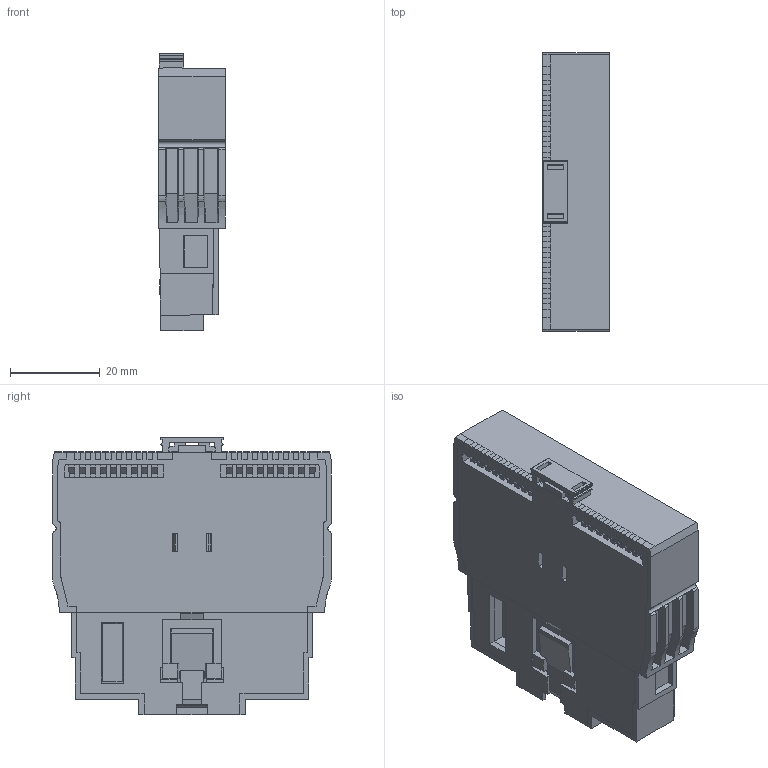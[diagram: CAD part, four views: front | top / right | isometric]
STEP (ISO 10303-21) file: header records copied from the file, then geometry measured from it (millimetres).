
FILE_DESCRIPTION(/* description */ ('Alibre Inc.'),/* implementation_level */ '2;1');
FILE_NAME(/* name */ 'export-934A7926-17C3-47B2-894F-56FEE999AF6F',/* time_stamp */ '2024-05-05T11:40:56+02:00',/* author */ (''),/* organization */ (''),/* preprocessor_version */ 'ST-DEVELOPER v17',/* originating_system */ 'Alibre',/* authorisation */ '');
FILE_SCHEMA (('AUTOMOTIVE_DESIGN'));
Length unit declared in the file: millimetre
Products named in the file (2): AXL_SE_SC-A-select
Bounding box: 14.9 x 62.2 x 62 mm (x, y, z)
Volume: 44883.7 mm3; surface area: 12062.4 mm2
Topology: 1 solids, 1 shells, 587 faces, 1727 edges, 1146 vertices
Faces by surface type: plane 562, cylinder 21, bspline 4
Entity records: 19304 total; most frequent: CARTESIAN_POINT 3675, ORIENTED_EDGE 3454, DIRECTION 2382, EDGE_CURVE 1727, VECTOR 1642, LINE 1642, VERTEX_POINT 1146, AXIS2_PLACEMENT_3D 651
